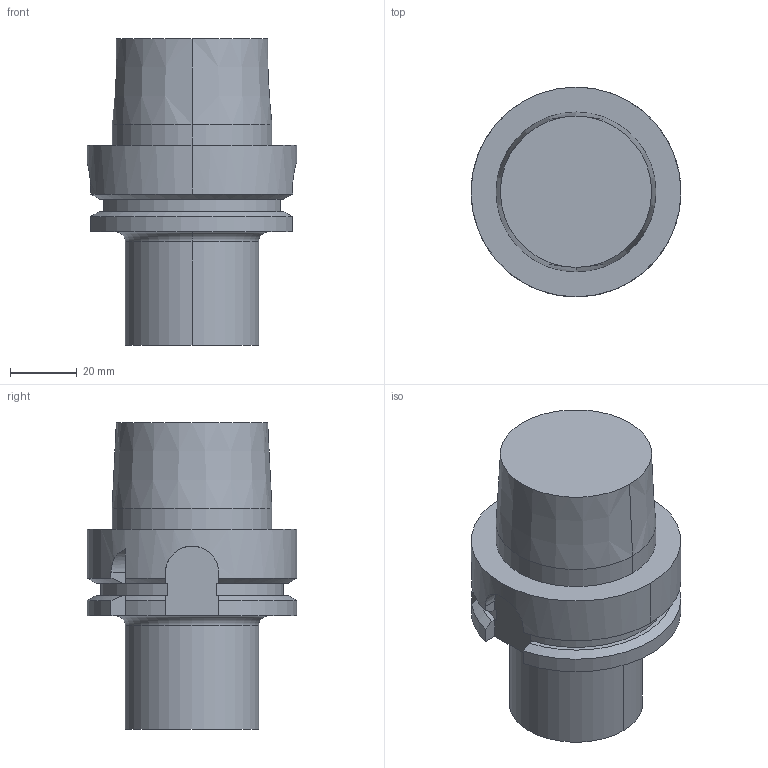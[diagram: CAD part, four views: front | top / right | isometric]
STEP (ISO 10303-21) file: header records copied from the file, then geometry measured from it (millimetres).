
FILE_DESCRIPTION((''),'2;1');
FILE_NAME('8420006388','2020-05-29T08:43:05',('thiemer'),(''),'CREO PARAMETRIC BY PTC INC, 2018400','CREO PARAMETRIC BY PTC INC, 2018400','');
FILE_SCHEMA(('AUTOMOTIVE_DESIGN { 1 0 10303 214 1 1 1 1 }'));
Length unit declared in the file: millimetre
Products named in the file (1): 8420006388
Bounding box: 63 x 63 x 92 mm (x, y, z)
Volume: 165274.2 mm3; surface area: 22621.8 mm2
Topology: 1 solids, 1 shells, 51 faces, 134 edges, 88 vertices
Faces by surface type: plane 24, cylinder 17, cone 8, torus 2
Entity records: 2455 total; most frequent: CARTESIAN_POINT 396, DIRECTION 300, ORIENTED_EDGE 268, PRESENTATION_STYLE_ASSIGNMENT 153, STYLED_ITEM 153, CURVE_STYLE 152, EDGE_CURVE 134, AXIS2_PLACEMENT_3D 112
